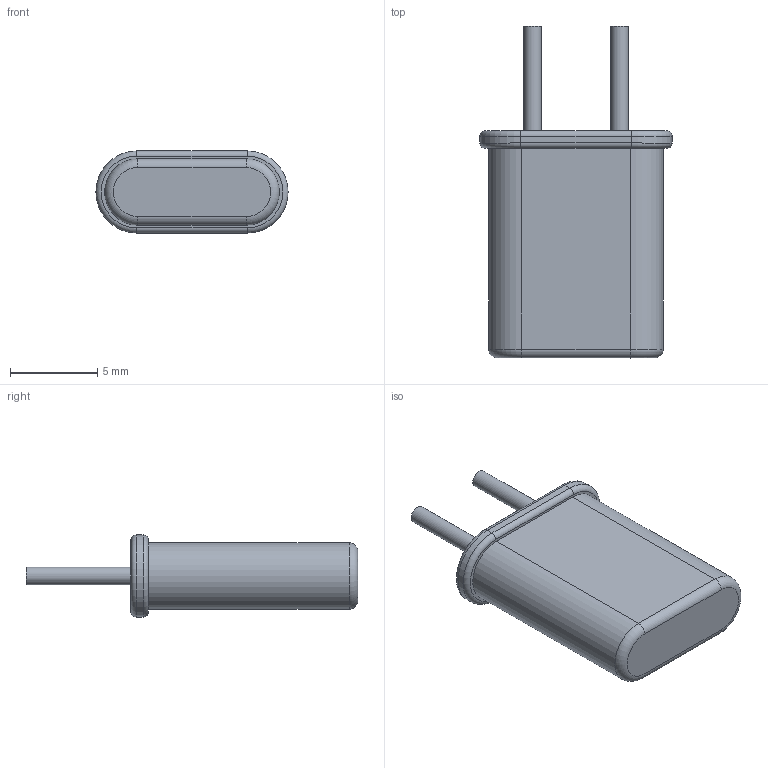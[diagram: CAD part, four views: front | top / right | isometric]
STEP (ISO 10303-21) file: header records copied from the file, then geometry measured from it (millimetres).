
FILE_DESCRIPTION(/* description */ (''),/* implementation_level */ '2;1');
FILE_NAME(/* name */ 'Crystal.ipt.step',/* time_stamp */ '2020-04-16T23:13:50-04:00',/* author */ ('Jordan'),/* organization */ (''),/* preprocessor_version */ 'ST-DEVELOPER v17',/* originating_system */ 'Autodesk Inventor 2019',/* authorisation */ '');
FILE_SCHEMA (('AUTOMOTIVE_DESIGN { 1 0 10303 214 3 1 1 }'));
Length unit declared in the file: inch
Products named in the file (1): Crystal
Bounding box: 11 x 19 x 4.7 mm (x, y, z)
Volume: 472.9 mm3; surface area: 438.6 mm2
Topology: 1 solids, 1 shells, 28 faces, 61 edges, 38 vertices
Faces by surface type: cylinder 12, plane 9, torus 7
Full cylindrical faces by diameter (mm): 1 x2
Entity records: 989 total; most frequent: CARTESIAN_POINT 272, DIRECTION 152, ORIENTED_EDGE 122, AXIS2_PLACEMENT_3D 64, EDGE_CURVE 61, VERTEX_POINT 38, CIRCLE 34, EDGE_LOOP 31
